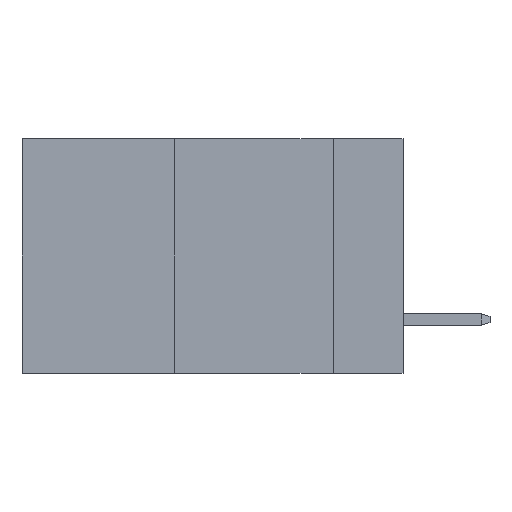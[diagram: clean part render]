
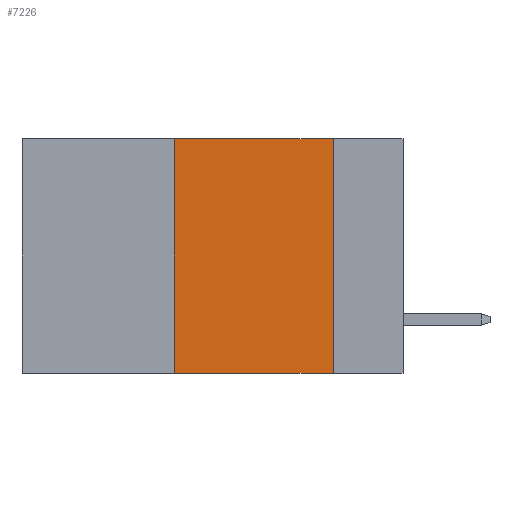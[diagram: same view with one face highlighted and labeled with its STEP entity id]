
A CAD part, left-side view. The second image highlights one B-rep face of the part: STEP entity #7226.
In plain terms, the highlighted planar face has unit normal (-1, 0, 0).
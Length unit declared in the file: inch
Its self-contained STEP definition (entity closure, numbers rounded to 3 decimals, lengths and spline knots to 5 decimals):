
#223 = EDGE_LOOP ( 'NONE', ( #3814, #1633, #8626, #7060 ) ) ;
#1331 = EDGE_CURVE ( 'NONE', #4332, #7137, #9307, .T. ) ;
#1633 = ORIENTED_EDGE ( 'NONE', *, *, #1331, .F. ) ;
#2093 = VECTOR ( 'NONE', #2745, 39.37008 ) ;
#2213 = DIRECTION ( 'NONE',  ( 0., -1., 0. ) ) ;
#2346 = AXIS2_PLACEMENT_3D ( 'NONE', #9603, #7176, #7237 ) ;
#2428 = LINE ( 'NONE', #10030, #9249 ) ;
#2459 = CARTESIAN_POINT ( 'NONE',  ( 0., 0.11, -0.37 ) ) ;
#2605 = EDGE_CURVE ( 'NONE', #2733, #4332, #8052, .T. ) ;
#2733 = VERTEX_POINT ( 'NONE', #7940 ) ;
#2745 = DIRECTION ( 'NONE',  ( 0., -1., 0. ) ) ;
#2811 = VECTOR ( 'NONE', #5328, 39.37008 ) ;
#3196 = VECTOR ( 'NONE', #2213, 39.37008 ) ;
#3393 = DIRECTION ( 'NONE',  ( 0., 0., -1. ) ) ;
#3539 = CARTESIAN_POINT ( 'NONE',  ( 0., 0.11, 0. ) ) ;
#3685 = FACE_OUTER_BOUND ( 'NONE', #223, .T. ) ;
#3814 = ORIENTED_EDGE ( 'NONE', *, *, #5208, .F. ) ;
#3974 = CARTESIAN_POINT ( 'NONE',  ( 0., 0.36, 0. ) ) ;
#4332 = VERTEX_POINT ( 'NONE', #3974 ) ;
#5208 = EDGE_CURVE ( 'NONE', #7137, #8452, #2428, .T. ) ;
#5272 = CARTESIAN_POINT ( 'NONE',  ( 0., 0.6, 0. ) ) ;
#5328 = DIRECTION ( 'NONE',  ( 0., 0., 1. ) ) ;
#6406 = PLANE ( 'NONE',  #2346 ) ;
#6436 = CARTESIAN_POINT ( 'NONE',  ( 0., 0.6, -0.37 ) ) ;
#6912 = EDGE_CURVE ( 'NONE', #2733, #8452, #8180, .T. ) ;
#7060 = ORIENTED_EDGE ( 'NONE', *, *, #6912, .T. ) ;
#7137 = VERTEX_POINT ( 'NONE', #3539 ) ;
#7176 = DIRECTION ( 'NONE',  ( 1., 0., 0. ) ) ;
#7226 = ADVANCED_FACE ( 'NONE', ( #3685 ), #6406, .F. ) ;
#7237 = DIRECTION ( 'NONE',  ( 0., 0., -1. ) ) ;
#7940 = CARTESIAN_POINT ( 'NONE',  ( 0., 0.36, -0.37 ) ) ;
#8052 = LINE ( 'NONE', #8809, #2811 ) ;
#8180 = LINE ( 'NONE', #6436, #3196 ) ;
#8452 = VERTEX_POINT ( 'NONE', #2459 ) ;
#8626 = ORIENTED_EDGE ( 'NONE', *, *, #2605, .F. ) ;
#8809 = CARTESIAN_POINT ( 'NONE',  ( 0., 0.36, 0. ) ) ;
#9249 = VECTOR ( 'NONE', #3393, 39.37008 ) ;
#9307 = LINE ( 'NONE', #5272, #2093 ) ;
#9603 = CARTESIAN_POINT ( 'NONE',  ( 0., 0.6, 0. ) ) ;
#10030 = CARTESIAN_POINT ( 'NONE',  ( 0., 0.11, 0. ) ) ;
